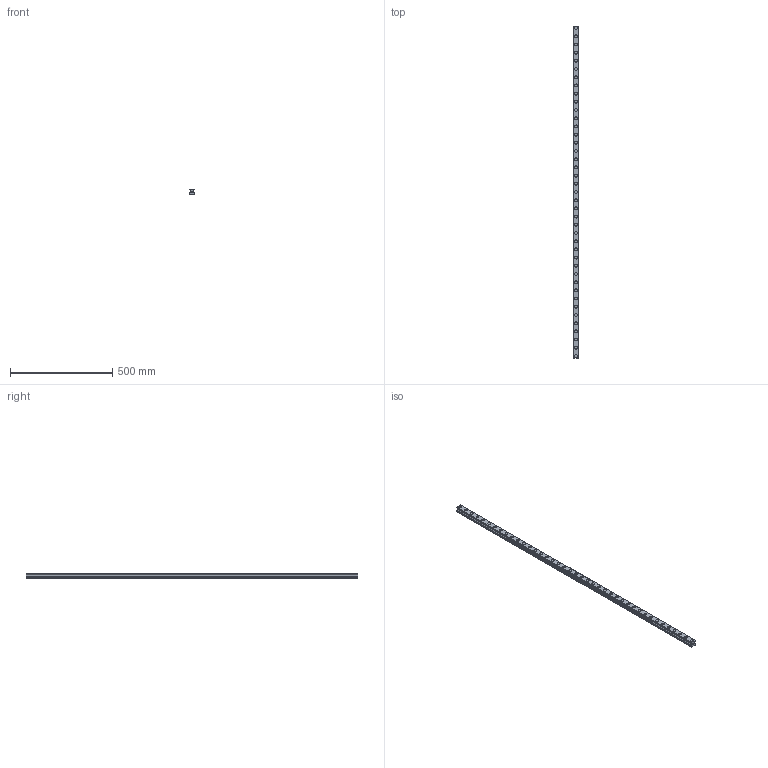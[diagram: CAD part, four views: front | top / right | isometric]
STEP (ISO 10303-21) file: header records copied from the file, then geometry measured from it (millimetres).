
FILE_DESCRIPTION(('STEP AP214'),'1');
FILE_NAME('cctmp_2A1FE911-B5F8-43C6-AB44-55D0FE3C87F5_2021_03_11_11_35_51_0380..stp','2021-03-11T10:35:51',('HIWIN GmbH'),('CADClick - www.CADClick.com'),'Spatial InterOp 3D',' ','unknown authorization');
FILE_SCHEMA(('AUTOMOTIVE_DESIGN'));
Length unit declared in the file: millimetre
Products named in the file (1): RGR30R1620H_FILE
Bounding box: 28 x 1620 x 28 mm (x, y, z)
Volume: 928319.4 mm3; surface area: 241418.3 mm2
Topology: 1 solids, 1 shells, 484 faces, 1065 edges, 710 vertices
Faces by surface type: cylinder 264, plane 220
Entity records: 17433 total; most frequent: DIRECTION 2563, CARTESIAN_POINT 2260, ORIENTED_EDGE 2130, EDGE_CURVE 1065, AXIS2_PLACEMENT_3D 1013, VERTEX_POINT 710, EDGE_LOOP 611, LINE 537
